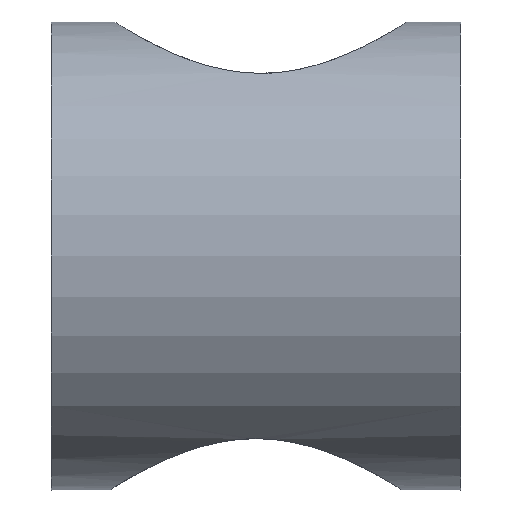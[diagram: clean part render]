
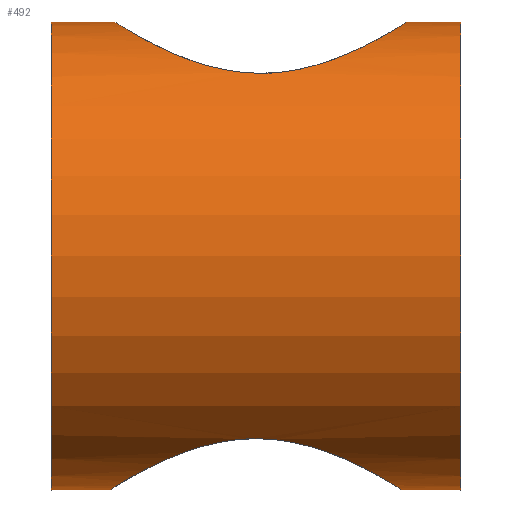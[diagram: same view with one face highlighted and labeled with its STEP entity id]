
A CAD part, left-side view. The second image highlights one B-rep face of the part: STEP entity #492.
In plain terms, the highlighted cylindrical face has radius 12 mm (diameter 24 mm), a full revolution.
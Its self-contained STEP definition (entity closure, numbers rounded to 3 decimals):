
#17=FACE_BOUND('',#81,.T.);
#18=FACE_BOUND('',#82,.T.);
#54=FACE_OUTER_BOUND('',#80,.T.);
#80=EDGE_LOOP('',(#439,#440,#441,#442));
#81=EDGE_LOOP('',(#443));
#82=EDGE_LOOP('',(#444,#445));
#114=CIRCLE('',#559,12.);
#115=CIRCLE('',#560,12.);
#146=LINE('',#1019,#177);
#177=VECTOR('',#697,12.);
#188=B_SPLINE_CURVE_WITH_KNOTS('',3,(#940,#941,#942,#943,#944,#945,#946,
#947,#948,#949,#950,#951,#952,#953,#954,#955,#956,#957,#958,#959,#960,#961,
#962,#963,#964,#965,#966,#967,#968,#969,#970,#971,#972,#973),
 .UNSPECIFIED.,.T.,.F.,(4,2,2,2,2,2,2,2,2,2,2,2,2,2,2,2,4),(0.,0.294,
0.587,0.878,1.17,1.461,1.752,
2.046,2.339,2.633,2.927,3.218,
3.509,3.8,4.092,4.385,4.679),
 .UNSPECIFIED.);
#189=B_SPLINE_CURVE_WITH_KNOTS('',3,(#978,#979,#980,#981,#982,#983,#984,
#985,#986,#987,#988,#989,#990,#991,#992,#993,#994,#995),.UNSPECIFIED.,.F.,
 .F.,(4,2,2,2,2,2,2,2,4),(0.,0.294,0.587,0.878,
1.17,1.461,1.752,2.046,2.339),
 .UNSPECIFIED.);
#190=B_SPLINE_CURVE_WITH_KNOTS('',3,(#996,#997,#998,#999,#1000,#1001,#1002,
#1003,#1004,#1005,#1006,#1007,#1008,#1009,#1010,#1011,#1012,#1013),
 .UNSPECIFIED.,.F.,.F.,(4,2,2,2,2,2,2,2,4),(2.339,2.633,
2.927,3.218,3.509,3.8,4.092,
4.385,4.679),.UNSPECIFIED.);
#233=VERTEX_POINT('',#939);
#234=VERTEX_POINT('',#976);
#235=VERTEX_POINT('',#977);
#236=VERTEX_POINT('',#1016);
#237=VERTEX_POINT('',#1018);
#303=EDGE_CURVE('',#233,#233,#188,.T.);
#305=EDGE_CURVE('',#234,#235,#189,.T.);
#306=EDGE_CURVE('',#235,#234,#190,.T.);
#308=EDGE_CURVE('',#236,#236,#114,.F.);
#309=EDGE_CURVE('',#236,#237,#146,.T.);
#310=EDGE_CURVE('',#237,#237,#115,.T.);
#439=ORIENTED_EDGE('',*,*,#308,.T.);
#440=ORIENTED_EDGE('',*,*,#309,.T.);
#441=ORIENTED_EDGE('',*,*,#310,.T.);
#442=ORIENTED_EDGE('',*,*,#309,.F.);
#443=ORIENTED_EDGE('',*,*,#303,.T.);
#444=ORIENTED_EDGE('',*,*,#305,.T.);
#445=ORIENTED_EDGE('',*,*,#306,.T.);
#469=CYLINDRICAL_SURFACE('',#558,12.);
#492=ADVANCED_FACE('',(#54,#17,#18),#469,.T.);
#558=AXIS2_PLACEMENT_3D('',#1015,#693,#694);
#559=AXIS2_PLACEMENT_3D('',#1017,#695,#696);
#560=AXIS2_PLACEMENT_3D('',#1020,#698,#699);
#693=DIRECTION('center_axis',(0.,1.,0.));
#694=DIRECTION('ref_axis',(1.,0.,0.));
#695=DIRECTION('center_axis',(0.,1.,0.));
#696=DIRECTION('ref_axis',(1.,0.,0.));
#697=DIRECTION('',(0.,-1.,0.));
#698=DIRECTION('center_axis',(0.,1.,0.));
#699=DIRECTION('ref_axis',(1.,0.,0.));
#939=CARTESIAN_POINT('',(-7.5,12.75,-10.767));
#940=CARTESIAN_POINT('Ctrl Pts',(-7.5,12.75,-10.767));
#941=CARTESIAN_POINT('Ctrl Pts',(-7.5,13.729,-10.767));
#942=CARTESIAN_POINT('Ctrl Pts',(-7.299,14.742,-10.598));
#943=CARTESIAN_POINT('Ctrl Pts',(-6.527,16.576,-10.054));
#944=CARTESIAN_POINT('Ctrl Pts',(-5.957,17.4,-9.692));
#945=CARTESIAN_POINT('Ctrl Pts',(-4.655,18.702,-9.051));
#946=CARTESIAN_POINT('Ctrl Pts',(-3.83,19.275,-8.723));
#947=CARTESIAN_POINT('Ctrl Pts',(-1.988,20.05,-8.263));
#948=CARTESIAN_POINT('Ctrl Pts',(-0.971,20.25,-8.135));
#949=CARTESIAN_POINT('Ctrl Pts',(0.971,20.25,-8.135));
#950=CARTESIAN_POINT('Ctrl Pts',(1.988,20.05,-8.263));
#951=CARTESIAN_POINT('Ctrl Pts',(3.83,19.275,-8.723));
#952=CARTESIAN_POINT('Ctrl Pts',(4.655,18.702,-9.051));
#953=CARTESIAN_POINT('Ctrl Pts',(5.957,17.4,-9.692));
#954=CARTESIAN_POINT('Ctrl Pts',(6.527,16.576,-10.054));
#955=CARTESIAN_POINT('Ctrl Pts',(7.299,14.742,-10.598));
#956=CARTESIAN_POINT('Ctrl Pts',(7.5,13.729,-10.767));
#957=CARTESIAN_POINT('Ctrl Pts',(7.5,11.771,-10.767));
#958=CARTESIAN_POINT('Ctrl Pts',(7.299,10.758,-10.598));
#959=CARTESIAN_POINT('Ctrl Pts',(6.527,8.924,-10.054));
#960=CARTESIAN_POINT('Ctrl Pts',(5.957,8.1,-9.692));
#961=CARTESIAN_POINT('Ctrl Pts',(4.655,6.798,-9.051));
#962=CARTESIAN_POINT('Ctrl Pts',(3.83,6.225,-8.723));
#963=CARTESIAN_POINT('Ctrl Pts',(1.988,5.45,-8.263));
#964=CARTESIAN_POINT('Ctrl Pts',(0.971,5.25,-8.135));
#965=CARTESIAN_POINT('Ctrl Pts',(-0.971,5.25,-8.135));
#966=CARTESIAN_POINT('Ctrl Pts',(-1.988,5.45,-8.263));
#967=CARTESIAN_POINT('Ctrl Pts',(-3.83,6.225,-8.723));
#968=CARTESIAN_POINT('Ctrl Pts',(-4.655,6.798,-9.051));
#969=CARTESIAN_POINT('Ctrl Pts',(-5.957,8.1,-9.692));
#970=CARTESIAN_POINT('Ctrl Pts',(-6.527,8.924,-10.054));
#971=CARTESIAN_POINT('Ctrl Pts',(-7.299,10.758,-10.598));
#972=CARTESIAN_POINT('Ctrl Pts',(-7.5,11.771,-10.767));
#973=CARTESIAN_POINT('Ctrl Pts',(-7.5,12.75,-10.767));
#976=CARTESIAN_POINT('',(7.5,13.,-29.502));
#977=CARTESIAN_POINT('',(-7.5,13.,-29.502));
#978=CARTESIAN_POINT('Ctrl Pts',(7.5,13.,-29.502));
#979=CARTESIAN_POINT('Ctrl Pts',(7.5,13.979,-29.502));
#980=CARTESIAN_POINT('Ctrl Pts',(7.299,14.992,-29.672));
#981=CARTESIAN_POINT('Ctrl Pts',(6.527,16.826,-30.215));
#982=CARTESIAN_POINT('Ctrl Pts',(5.957,17.65,-30.577));
#983=CARTESIAN_POINT('Ctrl Pts',(4.655,18.952,-31.219));
#984=CARTESIAN_POINT('Ctrl Pts',(3.83,19.525,-31.547));
#985=CARTESIAN_POINT('Ctrl Pts',(1.988,20.3,-32.007));
#986=CARTESIAN_POINT('Ctrl Pts',(0.971,20.5,-32.135));
#987=CARTESIAN_POINT('Ctrl Pts',(-0.971,20.5,-32.135));
#988=CARTESIAN_POINT('Ctrl Pts',(-1.988,20.3,-32.007));
#989=CARTESIAN_POINT('Ctrl Pts',(-3.83,19.525,-31.547));
#990=CARTESIAN_POINT('Ctrl Pts',(-4.655,18.952,-31.219));
#991=CARTESIAN_POINT('Ctrl Pts',(-5.957,17.65,-30.577));
#992=CARTESIAN_POINT('Ctrl Pts',(-6.527,16.826,-30.215));
#993=CARTESIAN_POINT('Ctrl Pts',(-7.299,14.992,-29.672));
#994=CARTESIAN_POINT('Ctrl Pts',(-7.5,13.979,-29.502));
#995=CARTESIAN_POINT('Ctrl Pts',(-7.5,13.,-29.502));
#996=CARTESIAN_POINT('Ctrl Pts',(-7.5,13.,-29.502));
#997=CARTESIAN_POINT('Ctrl Pts',(-7.5,12.021,-29.502));
#998=CARTESIAN_POINT('Ctrl Pts',(-7.299,11.008,-29.672));
#999=CARTESIAN_POINT('Ctrl Pts',(-6.527,9.174,-30.215));
#1000=CARTESIAN_POINT('Ctrl Pts',(-5.957,8.35,-30.577));
#1001=CARTESIAN_POINT('Ctrl Pts',(-4.655,7.048,-31.219));
#1002=CARTESIAN_POINT('Ctrl Pts',(-3.83,6.475,-31.547));
#1003=CARTESIAN_POINT('Ctrl Pts',(-1.988,5.7,-32.007));
#1004=CARTESIAN_POINT('Ctrl Pts',(-0.971,5.5,-32.135));
#1005=CARTESIAN_POINT('Ctrl Pts',(0.971,5.5,-32.135));
#1006=CARTESIAN_POINT('Ctrl Pts',(1.988,5.7,-32.007));
#1007=CARTESIAN_POINT('Ctrl Pts',(3.83,6.475,-31.547));
#1008=CARTESIAN_POINT('Ctrl Pts',(4.655,7.048,-31.219));
#1009=CARTESIAN_POINT('Ctrl Pts',(5.957,8.35,-30.577));
#1010=CARTESIAN_POINT('Ctrl Pts',(6.527,9.174,-30.215));
#1011=CARTESIAN_POINT('Ctrl Pts',(7.299,11.008,-29.672));
#1012=CARTESIAN_POINT('Ctrl Pts',(7.5,12.021,-29.502));
#1013=CARTESIAN_POINT('Ctrl Pts',(7.5,13.,-29.502));
#1015=CARTESIAN_POINT('Origin',(0.,2.5,-20.135));
#1016=CARTESIAN_POINT('',(-12.,23.5,-20.135));
#1017=CARTESIAN_POINT('Origin',(0.,23.5,-20.135));
#1018=CARTESIAN_POINT('',(-12.,2.5,-20.135));
#1019=CARTESIAN_POINT('',(-12.,2.5,-20.135));
#1020=CARTESIAN_POINT('Origin',(0.,2.5,-20.135));
